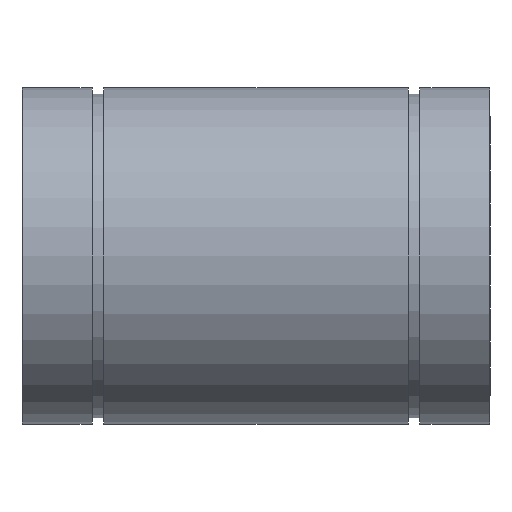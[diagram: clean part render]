
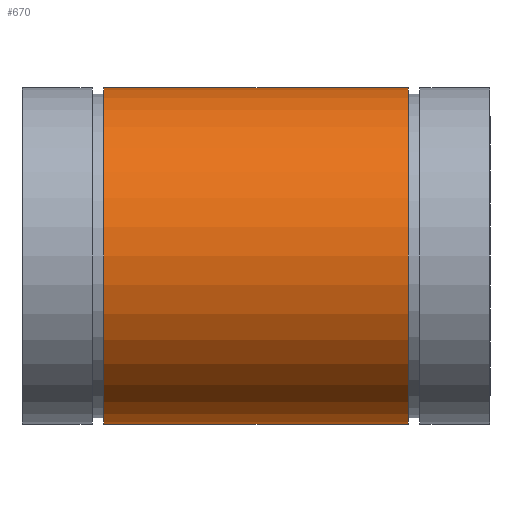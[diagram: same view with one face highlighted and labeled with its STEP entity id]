
A CAD part, front view. The second image highlights one B-rep face of the part: STEP entity #670.
In plain terms, the highlighted cylindrical face has radius 45 mm (diameter 90 mm), a partial arc.
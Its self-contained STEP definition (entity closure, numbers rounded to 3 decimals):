
#18 = EDGE_LOOP ( 'NONE', ( #24, #579, #615, #32 ) ) ;
#24 = ORIENTED_EDGE ( 'NONE', *, *, #415, .F. ) ;
#32 = ORIENTED_EDGE ( 'NONE', *, *, #316, .F. ) ;
#38 = DIRECTION ( 'NONE',  ( 0., 0., 1. ) ) ;
#44 = DIRECTION ( 'NONE',  ( -1., 0., 0. ) ) ;
#71 = CARTESIAN_POINT ( 'NONE',  ( -40.65, 0., 0. ) ) ;
#94 = DIRECTION ( 'NONE',  ( 0., 0., 1. ) ) ;
#95 = DIRECTION ( 'NONE',  ( -1., 0., 0. ) ) ;
#98 = CARTESIAN_POINT ( 'NONE',  ( -70.834, 0., 0. ) ) ;
#188 = DIRECTION ( 'NONE',  ( -1., 0., 0. ) ) ;
#195 = CARTESIAN_POINT ( 'NONE',  ( -70.834, 0., -45. ) ) ;
#212 = CARTESIAN_POINT ( 'NONE',  ( 40.65, 0., -45. ) ) ;
#224 = DIRECTION ( 'NONE',  ( -1., 0., 0. ) ) ;
#242 = CARTESIAN_POINT ( 'NONE',  ( -70.834, 0., 45. ) ) ;
#248 = VERTEX_POINT ( 'NONE', #288 ) ;
#249 = VERTEX_POINT ( 'NONE', #212 ) ;
#260 = CARTESIAN_POINT ( 'NONE',  ( 40.65, 0., 45. ) ) ;
#272 = VERTEX_POINT ( 'NONE', #260 ) ;
#282 = VERTEX_POINT ( 'NONE', #287 ) ;
#287 = CARTESIAN_POINT ( 'NONE',  ( -40.65, 0., 45. ) ) ;
#288 = CARTESIAN_POINT ( 'NONE',  ( -40.65, 0., -45. ) ) ;
#294 = CARTESIAN_POINT ( 'NONE',  ( 40.65, 0., 0. ) ) ;
#295 = DIRECTION ( 'NONE',  ( -1., 0., 0. ) ) ;
#296 = DIRECTION ( 'NONE',  ( 0., 0., 1. ) ) ;
#316 = EDGE_CURVE ( 'NONE', #248, #282, #560, .T. ) ;
#336 = AXIS2_PLACEMENT_3D ( 'NONE', #98, #95, #94 ) ;
#349 = EDGE_CURVE ( 'NONE', #249, #272, #487, .T. ) ;
#363 = AXIS2_PLACEMENT_3D ( 'NONE', #71, #44, #38 ) ;
#399 = AXIS2_PLACEMENT_3D ( 'NONE', #294, #295, #296 ) ;
#400 = EDGE_CURVE ( 'NONE', #272, #282, #626, .T. ) ;
#415 = EDGE_CURVE ( 'NONE', #249, #248, #561, .T. ) ;
#487 = CIRCLE ( 'NONE', #399, 45. ) ;
#516 = CYLINDRICAL_SURFACE ( 'NONE', #336, 45. ) ;
#517 = FACE_OUTER_BOUND ( 'NONE', #18, .T. ) ;
#543 = VECTOR ( 'NONE', #188, 1000. ) ;
#560 = CIRCLE ( 'NONE', #363, 45. ) ;
#561 = LINE ( 'NONE', #195, #543 ) ;
#579 = ORIENTED_EDGE ( 'NONE', *, *, #349, .T. ) ;
#615 = ORIENTED_EDGE ( 'NONE', *, *, #400, .T. ) ;
#626 = LINE ( 'NONE', #242, #641 ) ;
#641 = VECTOR ( 'NONE', #224, 1000. ) ;
#670 = ADVANCED_FACE ( 'NONE', ( #517 ), #516, .T. ) ;
